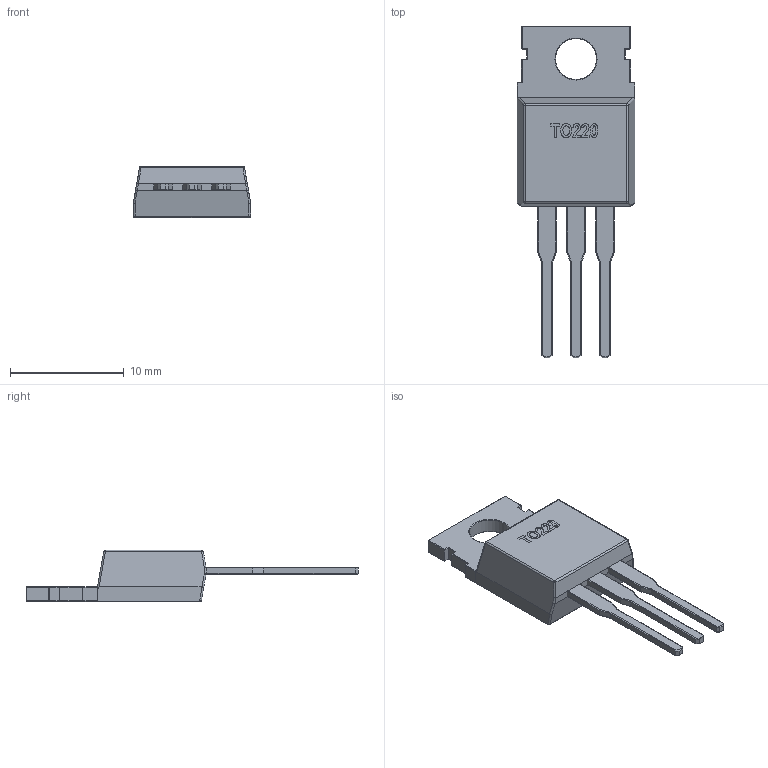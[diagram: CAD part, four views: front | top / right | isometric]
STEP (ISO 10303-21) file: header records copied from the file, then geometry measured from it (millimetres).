
FILE_DESCRIPTION(/* description */ (''),/* implementation_level */ '2;1');
FILE_NAME(/* name */ 'diode.step',/* time_stamp */ '2024-03-30T03:41:14-04:00',/* author */ (''),/* organization */ (''),/* preprocessor_version */ 'ST-DEVELOPER v20',/* originating_system */ 'Autodesk Translation Framework v12.20.1.177',/* authorisation */ '');
FILE_SCHEMA (('AUTOMOTIVE_DESIGN { 1 0 10303 214 3 1 1 }'));
Length unit declared in the file: millimetre
Products named in the file (1): TO220
Bounding box: 10.3 x 29.14 x 4.5 mm (x, y, z)
Volume: 572.4 mm3; surface area: 814 mm2
Topology: 2 solids, 2 shells, 487 faces, 1202 edges, 732 vertices
Faces by surface type: plane 298, bspline 81, cylinder 62, torus 28, cone 14, sphere 4
Full cylindrical faces by diameter (mm): 3.589 x1
Entity records: 20258 total; most frequent: CARTESIAN_POINT 8659, ORIENTED_EDGE 2400, DIRECTION 2115, EDGE_CURVE 1200, LINE 813, VECTOR 813, VERTEX_POINT 732, AXIS2_PLACEMENT_3D 651
